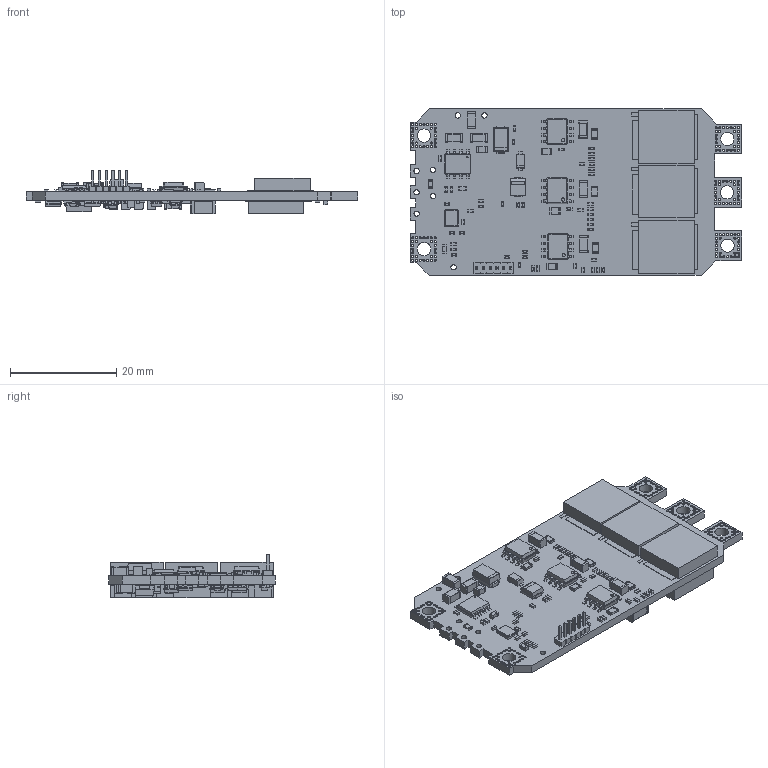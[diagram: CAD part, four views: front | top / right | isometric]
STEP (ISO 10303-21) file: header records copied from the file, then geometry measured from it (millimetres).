
FILE_DESCRIPTION(('KiCad electronic assembly'),'2;1');
FILE_NAME('ESC_150.step','2024-04-11T17:11:11',('Pcbnew'),('Kicad'), 'Open CASCADE STEP processor 7.7','KiCad to STEP converter','Unknown' );
FILE_SCHEMA(('AUTOMOTIVE_DESIGN { 1 0 10303 214 1 1 1 1 }'));
Length unit declared in the file: millimetre
Products named in the file (54): ESC_150 1; CP_EIA-3528-15_AVX-H; CP_EIA_3528_15_AVX_H; R_0402_1005Metric; C_1206_3216Metric; C_0402_1005Metric; HTSOP-8-1EP_3.9x4.9mm_Pitch1.27mm; HTSOP_8_1EP_39x49mm_Pitch127mm; R_0805_2012Metric; C_0805_2012Metric; PinHeader_1x06_P1.27mm_Vertical; PinHeader_1x06_P127mm_Vertical; L_0603_1608Metric; IPT010N08NM5ATMA1; ASSEMBLY; D_SMA; SOIC-8_3.9x4.9mm_P1.27mm; SOIC_8_39x49mm_P127mm; R_0603_1608Metric; C_0603_1608Metric; D_SOD-123F; D_SOD_123F; Crystal_SMD_3225-4Pin_3.2x2.5mm; SOT-353_SC-70-5; SOT_353_SC_70_5; CP_EIA-3528-12_Kemet-T; CP_EIA_3528_12_Kemet_T; C_1812_4532Metric; SOT-23-8; SOT_23_8; D_SOD-523; D_SOD_523; R_4020_10251Metric; D_SMB; SOT-23-5; SOT_23_5; SOT-323_SC-70; SOT_323_SC_70; SOT-23; SOT_23 ...
Assembly tree (162 placements, depth 3):
  ESC_150 1
    CP_EIA-3528-15_AVX-H
      CP_EIA_3528_15_AVX_H
    R_0402_1005Metric  x33
      R_0402_1005Metric
    C_1206_3216Metric  x15
      C_1206_3216Metric
    C_0402_1005Metric  x32
      C_0402_1005Metric
    HTSOP-8-1EP_3.9x4.9mm_Pitch1.27mm
      HTSOP_8_1EP_39x49mm_Pitch127mm
    R_0805_2012Metric  x6
      R_0805_2012Metric
    C_0805_2012Metric  x3
      C_0805_2012Metric
    PinHeader_1x06_P1.27mm_Vertical
      PinHeader_1x06_P127mm_Vertical
    L_0603_1608Metric
      L_0603_1608Metric
    IPT010N08NM5ATMA1  x6
      ASSEMBLY
    D_SMA
      D_SMA
    SOIC-8_3.9x4.9mm_P1.27mm  x3
      SOIC_8_39x49mm_P127mm
    R_0603_1608Metric  x5
      R_0603_1608Metric
    C_0603_1608Metric  x6
      C_0603_1608Metric
    D_SOD-123F
      D_SOD_123F
    Crystal_SMD_3225-4Pin_3.2x2.5mm
      Crystal_SMD_3225-4Pin_3.2x2.5mm
    SOT-353_SC-70-5  x2
      SOT_353_SC_70_5
    CP_EIA-3528-12_Kemet-T
      CP_EIA_3528_12_Kemet_T
    C_1812_4532Metric  x6
      C_1812_4532Metric
    SOT-23-8
      SOT_23_8
    D_SOD-523  x2
      D_SOD_523
    R_4020_10251Metric
      R_4020_10251Metric
    D_SMB
      D_SMB
    SOT-23-5  x3
      SOT_23_5
    SOT-323_SC-70
      SOT_323_SC_70
    SOT-23
      SOT_23
    ESC_150_PCB
Bounding box: 62.23 x 31.37 x 8.2 mm (x, y, z)
Volume: 5057.6 mm3; surface area: 9119.8 mm2
Topology: 154 solids, 154 shells, 5171 faces, 13238 edges, 8528 vertices
Faces by surface type: plane 3146, cylinder 1599, bspline 426
Full cylindrical faces by diameter (mm): 0.2 x1, 0.3 x8, 0.4 x140, 0.6 x3, 0.65 x6, 1 x8, 2.5 x5
Entity records: 64901 total; most frequent: CARTESIAN_POINT 10942, ORIENTED_EDGE 8868, DIRECTION 8268, EDGE_CURVE 4434, LINE 3172, VECTOR 3172, VERTEX_POINT 2802, AXIS2_PLACEMENT_3D 2548
